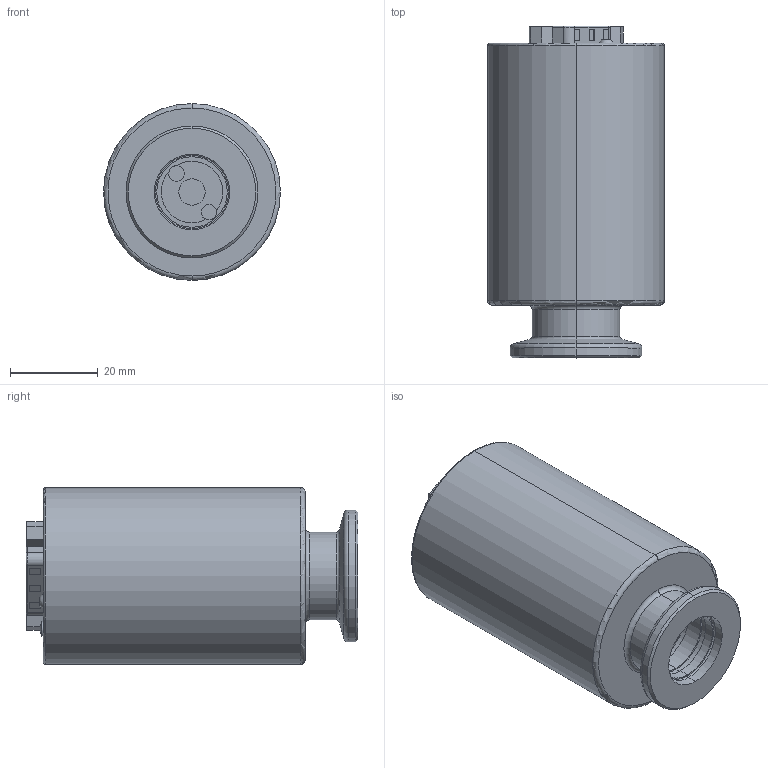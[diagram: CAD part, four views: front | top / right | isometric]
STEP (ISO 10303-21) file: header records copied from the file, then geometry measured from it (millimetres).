
FILE_DESCRIPTION (( 'STEP AP214' ), '1' );
FILE_NAME ('BVT200_DB9_KF16.STEP', '2023-07-19T19:58:54', ( '' ), ( '' ), 'SwSTEP 2.0', 'SolidWorks 2020', '' );
FILE_SCHEMA (( 'AUTOMOTIVE_DESIGN' ));
Length unit declared in the file: inch
Products named in the file (1): BVT200_DB9_KF16
Bounding box: 40.2 x 75.46 x 40.2 mm (x, y, z)
Volume: 77609.7 mm3; surface area: 13726.3 mm2
Topology: 12 solids, 12 shells, 323 faces, 761 edges, 492 vertices
Faces by surface type: plane 129, cylinder 122, torus 27, cone 24, bspline 18, sphere 3
Entity records: 10450 total; most frequent: CARTESIAN_POINT 2741, DIRECTION 1639, ORIENTED_EDGE 1506, EDGE_CURVE 753, AXIS2_PLACEMENT_3D 655, VERTEX_POINT 490, EDGE_LOOP 375, CIRCLE 349
